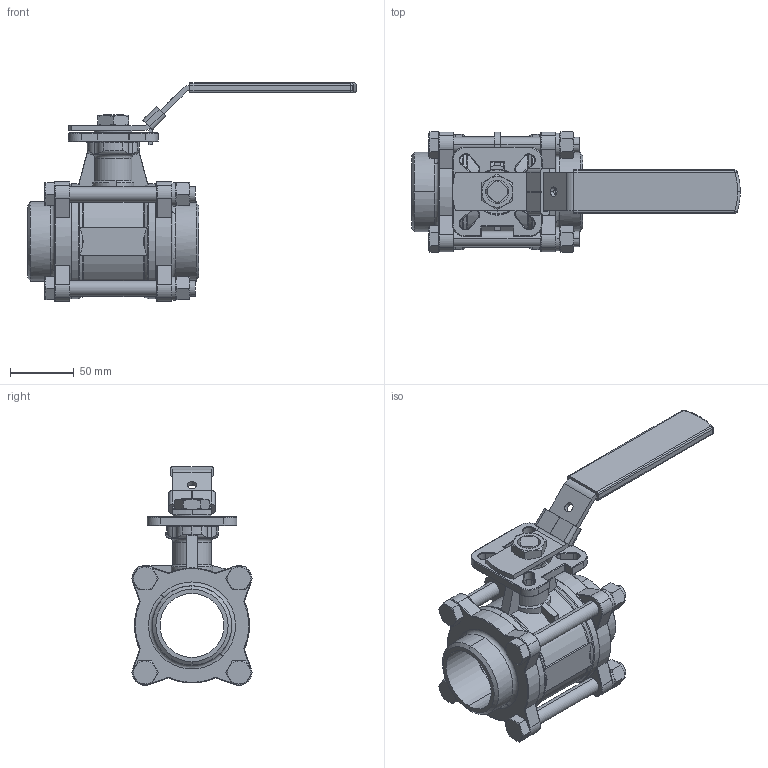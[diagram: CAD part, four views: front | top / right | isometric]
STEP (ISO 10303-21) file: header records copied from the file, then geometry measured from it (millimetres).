
FILE_DESCRIPTION(('STEP AP214'),'1');
FILE_NAME(' 2.stp','2023-01-17T05:37:11',(' '),(' '),'Spatial InterOp 3D',' ',' ');
FILE_SCHEMA(('AUTOMOTIVE_DESIGN { 1 0 10303 214 1 1 1 1 }'));
Length unit declared in the file: millimetre
Products named in the file (1): 1
Bounding box: 256.85 x 94.32 x 170.87 mm (x, y, z)
Volume: 439331.4 mm3; surface area: 192812.6 mm2
Topology: 30 solids, 30 shells, 956 faces, 2307 edges, 1419 vertices
Faces by surface type: cylinder 336, plane 297, cone 218, torus 99, sphere 6
Entity records: 29655 total; most frequent: CARTESIAN_POINT 7302, DIRECTION 4923, ORIENTED_EDGE 4602, EDGE_CURVE 2301, AXIS2_PLACEMENT_3D 2011, VERTEX_POINT 1419, EDGE_LOOP 1040, CIRCLE 1000
